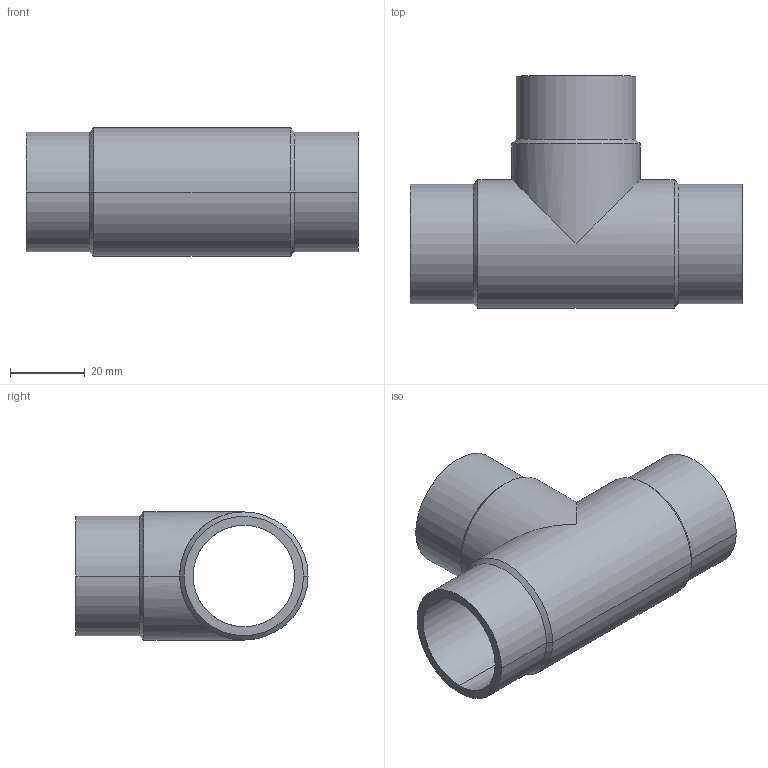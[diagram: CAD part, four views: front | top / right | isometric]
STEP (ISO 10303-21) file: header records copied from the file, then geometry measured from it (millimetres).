
FILE_DESCRIPTION( ( '' ), '1' );
FILE_NAME( 'AGRU_40006003221_ECTFE natur_T-Stueck_32X2,4 SDR21 ISO S-10_110.stp', '2011-12-29T15:51:31', ( '' ), ( '' ), ' ', ' ', ' ' );
FILE_SCHEMA( ( 'CONFIG_CONTROL_DESIGN' ) );
Length unit declared in the file: millimetre
Products named in the file (1): 1
Bounding box: 89 x 62.2 x 34.4 mm (x, y, z)
Volume: 33205 mm3; surface area: 22512.5 mm2
Topology: 1 solids, 1 shells, 24 faces, 55 edges, 32 vertices
Faces by surface type: cylinder 15, cone 6, plane 3
Entity records: 731 total; most frequent: DIRECTION 137, CARTESIAN_POINT 112, ORIENTED_EDGE 110, AXIS2_PLACEMENT_3D 57, EDGE_CURVE 55, VERTEX_POINT 32, EDGE_LOOP 27, ADVANCED_FACE 24
